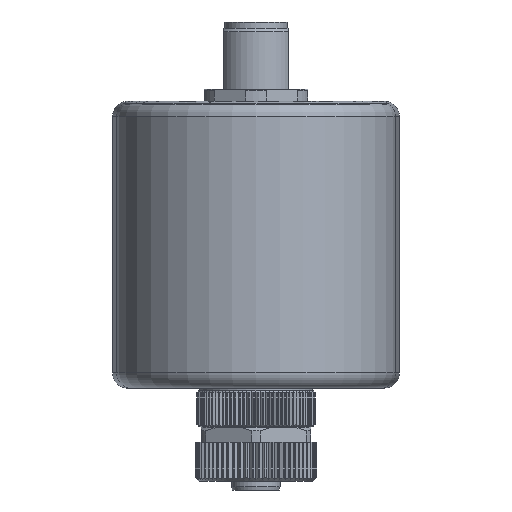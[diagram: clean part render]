
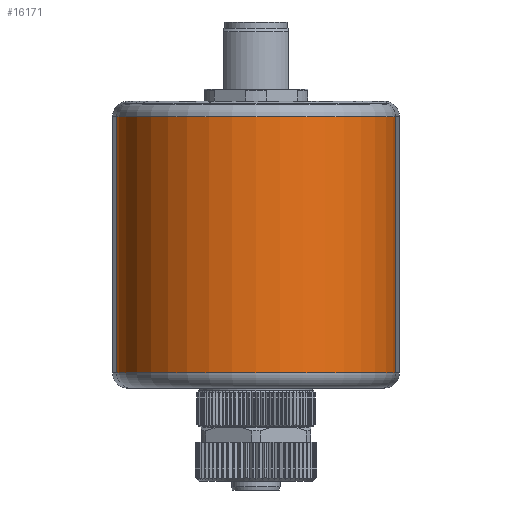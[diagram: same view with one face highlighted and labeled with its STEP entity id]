
A CAD part, front view. The second image highlights one B-rep face of the part: STEP entity #16171.
In plain terms, the highlighted cylindrical face has radius 22.85 mm (diameter 45.7 mm), a partial arc.
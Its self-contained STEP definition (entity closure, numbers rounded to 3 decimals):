
#1502=FACE_OUTER_BOUND('',#2418,.T.);
#2418=EDGE_LOOP('',(#11097,#11098,#11099,#11100));
#3370=LINE('',#24070,#4535);
#3371=LINE('',#24073,#4536);
#4535=VECTOR('',#19548,10.);
#4536=VECTOR('',#19551,10.);
#5667=CIRCLE('',#17317,22.85);
#5668=CIRCLE('',#17318,22.85);
#6440=VERTEX_POINT('',#24066);
#6441=VERTEX_POINT('',#24067);
#6442=VERTEX_POINT('',#24069);
#6443=VERTEX_POINT('',#24071);
#8195=EDGE_CURVE('',#6440,#6441,#5667,.T.);
#8196=EDGE_CURVE('',#6440,#6442,#3370,.T.);
#8197=EDGE_CURVE('',#6443,#6442,#5668,.T.);
#8198=EDGE_CURVE('',#6443,#6441,#3371,.T.);
#11097=ORIENTED_EDGE('',*,*,#8195,.F.);
#11098=ORIENTED_EDGE('',*,*,#8196,.T.);
#11099=ORIENTED_EDGE('',*,*,#8197,.F.);
#11100=ORIENTED_EDGE('',*,*,#8198,.T.);
#14884=CYLINDRICAL_SURFACE('',#17316,22.85);
#16171=ADVANCED_FACE('',(#1502),#14884,.T.);
#17316=AXIS2_PLACEMENT_3D('',#24065,#19544,#19545);
#17317=AXIS2_PLACEMENT_3D('',#24068,#19546,#19547);
#17318=AXIS2_PLACEMENT_3D('',#24072,#19549,#19550);
#19544=DIRECTION('center_axis',(0.,0.,1.));
#19545=DIRECTION('ref_axis',(-1.,-0.027,0.));
#19546=DIRECTION('center_axis',(0.,0.,-1.));
#19547=DIRECTION('ref_axis',(0.,-1.,0.));
#19548=DIRECTION('',(0.,0.,1.));
#19549=DIRECTION('center_axis',(0.,0.,1.));
#19550=DIRECTION('ref_axis',(0.,-1.,0.));
#19551=DIRECTION('',(0.,0.,-1.));
#24065=CARTESIAN_POINT('Origin',(0.,0.,0.));
#24066=CARTESIAN_POINT('',(22.841,-0.624,-21.));
#24067=CARTESIAN_POINT('',(-22.841,-0.624,-21.));
#24068=CARTESIAN_POINT('Origin',(0.,0.,-21.));
#24069=CARTESIAN_POINT('',(22.841,-0.624,21.));
#24070=CARTESIAN_POINT('',(22.841,-0.624,0.));
#24071=CARTESIAN_POINT('',(-22.841,-0.624,21.));
#24072=CARTESIAN_POINT('Origin',(0.,0.,21.));
#24073=CARTESIAN_POINT('',(-22.841,-0.624,0.));
